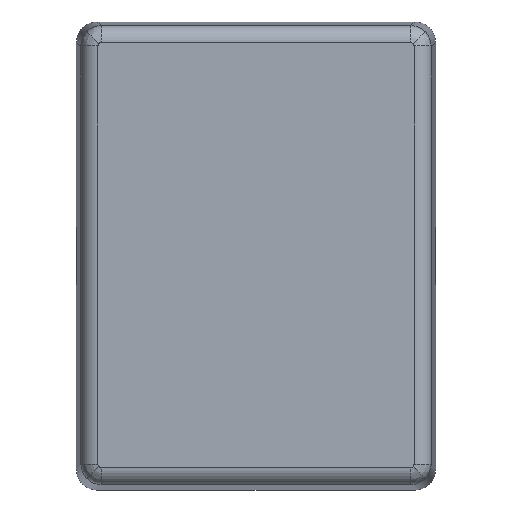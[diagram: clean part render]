
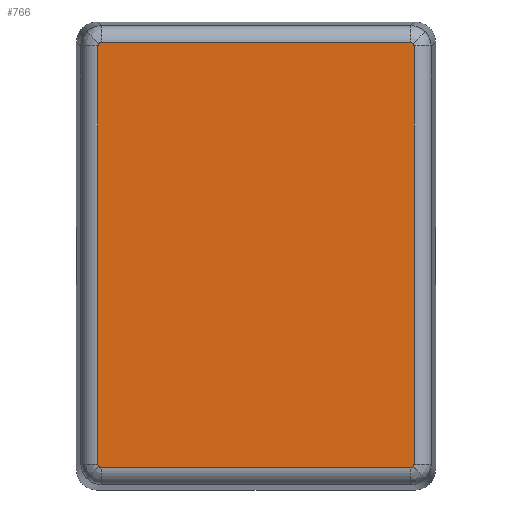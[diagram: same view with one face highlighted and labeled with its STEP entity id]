
A CAD part, top view. The second image highlights one B-rep face of the part: STEP entity #766.
In plain terms, the highlighted planar face has unit normal (0, 0, 1).
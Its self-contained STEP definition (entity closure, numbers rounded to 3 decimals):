
#5 = CARTESIAN_POINT ( 'NONE',  ( 9.288, -12.342, 31. ) ) ;
#6 = CARTESIAN_POINT ( 'NONE',  ( 9.268, -12.392, 31. ) ) ;
#10 = CARTESIAN_POINT ( 'NONE',  ( 9.288, -12.288, 31. ) ) ;
#11 = CARTESIAN_POINT ( 'NONE',  ( 9.23, -12.43, 31. ) ) ;
#44 = CARTESIAN_POINT ( 'NONE',  ( -9.23, -12.43, 31. ) ) ;
#47 = CARTESIAN_POINT ( 'NONE',  ( -9.088, -12.488, 31. ) ) ;
#176 = CARTESIAN_POINT ( 'NONE',  ( -9.192, -12.468, 31. ) ) ;
#177 = CARTESIAN_POINT ( 'NONE',  ( -9.142, -12.488, 31. ) ) ;
#573 = CARTESIAN_POINT ( 'NONE',  ( 9.23, 12.43, 31. ) ) ;
#574 = CARTESIAN_POINT ( 'NONE',  ( 9.142, 12.488, 31. ) ) ;
#583 = CARTESIAN_POINT ( 'NONE',  ( 9.088, 12.488, 31. ) ) ;
#590 = CARTESIAN_POINT ( 'NONE',  ( 9.192, 12.468, 31. ) ) ;
#766 = ADVANCED_FACE ( 'NONE', ( #4542 ), #5788, .F. ) ;
#888 =( BOUNDED_CURVE ( )  B_SPLINE_CURVE ( 3, ( #6173, #6174, #6178, #6179 ),
 .UNSPECIFIED., .F., .F. ) 
 B_SPLINE_CURVE_WITH_KNOTS ( ( 4, 4 ),
 ( 0., 0.785 ),
 .UNSPECIFIED. ) 
 CURVE ( )  GEOMETRIC_REPRESENTATION_ITEM ( )  RATIONAL_B_SPLINE_CURVE ( ( 1., 0.949, 0.949, 1. ) ) 
 REPRESENTATION_ITEM ( '' )  );
#900 =( BOUNDED_CURVE ( )  B_SPLINE_CURVE ( 3, ( #47, #177, #176, #44 ),
 .UNSPECIFIED., .F., .F. ) 
 B_SPLINE_CURVE_WITH_KNOTS ( ( 4, 4 ),
 ( 5.498, 6.283 ),
 .UNSPECIFIED. ) 
 CURVE ( )  GEOMETRIC_REPRESENTATION_ITEM ( )  RATIONAL_B_SPLINE_CURVE ( ( 1., 0.949, 0.949, 1. ) ) 
 REPRESENTATION_ITEM ( '' )  );
#908 =( BOUNDED_CURVE ( )  B_SPLINE_CURVE ( 3, ( #6192, #6193, #6195, #6196 ),
 .UNSPECIFIED., .F., .T. ) 
 B_SPLINE_CURVE_WITH_KNOTS ( ( 4, 4 ),
 ( 0., 0.785 ),
 .UNSPECIFIED. ) 
 CURVE ( )  GEOMETRIC_REPRESENTATION_ITEM ( )  RATIONAL_B_SPLINE_CURVE ( ( 1., 0.949, 0.949, 1. ) ) 
 REPRESENTATION_ITEM ( '' )  );
#919 =( BOUNDED_CURVE ( )  B_SPLINE_CURVE ( 3, ( #6184, #6187, #6189, #6190 ),
 .UNSPECIFIED., .F., .F. ) 
 B_SPLINE_CURVE_WITH_KNOTS ( ( 4, 4 ),
 ( 0., 0.785 ),
 .UNSPECIFIED. ) 
 CURVE ( )  GEOMETRIC_REPRESENTATION_ITEM ( )  RATIONAL_B_SPLINE_CURVE ( ( 1., 0.949, 0.949, 1. ) ) 
 REPRESENTATION_ITEM ( '' )  );
#989 =( BOUNDED_CURVE ( )  B_SPLINE_CURVE ( 3, ( #583, #574, #590, #573 ),
 .UNSPECIFIED., .F., .T. ) 
 B_SPLINE_CURVE_WITH_KNOTS ( ( 4, 4 ),
 ( 5.498, 6.283 ),
 .UNSPECIFIED. ) 
 CURVE ( )  GEOMETRIC_REPRESENTATION_ITEM ( )  RATIONAL_B_SPLINE_CURVE ( ( 1., 0.949, 0.949, 1. ) ) 
 REPRESENTATION_ITEM ( '' )  );
#1006 =( BOUNDED_CURVE ( )  B_SPLINE_CURVE ( 3, ( #10, #5, #6, #11 ),
 .UNSPECIFIED., .F., .T. ) 
 B_SPLINE_CURVE_WITH_KNOTS ( ( 4, 4 ),
 ( 5.498, 6.283 ),
 .UNSPECIFIED. ) 
 CURVE ( )  GEOMETRIC_REPRESENTATION_ITEM ( )  RATIONAL_B_SPLINE_CURVE ( ( 1., 0.949, 0.949, 1. ) ) 
 REPRESENTATION_ITEM ( '' )  );
#1021 =( BOUNDED_CURVE ( )  B_SPLINE_CURVE ( 3, ( #6152, #6146, #6155, #6156 ),
 .UNSPECIFIED., .F., .F. ) 
 B_SPLINE_CURVE_WITH_KNOTS ( ( 4, 4 ),
 ( 0., 0.785 ),
 .UNSPECIFIED. ) 
 CURVE ( )  GEOMETRIC_REPRESENTATION_ITEM ( )  RATIONAL_B_SPLINE_CURVE ( ( 1., 0.949, 0.949, 1. ) ) 
 REPRESENTATION_ITEM ( '' )  );
#1030 =( BOUNDED_CURVE ( )  B_SPLINE_CURVE ( 3, ( #1174, #1184, #1188, #1172 ),
 .UNSPECIFIED., .F., .T. ) 
 B_SPLINE_CURVE_WITH_KNOTS ( ( 4, 4 ),
 ( 5.498, 6.283 ),
 .UNSPECIFIED. ) 
 CURVE ( )  GEOMETRIC_REPRESENTATION_ITEM ( )  RATIONAL_B_SPLINE_CURVE ( ( 1., 0.949, 0.949, 1. ) ) 
 REPRESENTATION_ITEM ( '' )  );
#1172 = CARTESIAN_POINT ( 'NONE',  ( -9.23, 12.43, 31. ) ) ;
#1174 = CARTESIAN_POINT ( 'NONE',  ( -9.288, 12.288, 31. ) ) ;
#1184 = CARTESIAN_POINT ( 'NONE',  ( -9.288, 12.342, 31. ) ) ;
#1188 = CARTESIAN_POINT ( 'NONE',  ( -9.268, 12.392, 31. ) ) ;
#1216 = EDGE_LOOP ( 'NONE', ( #6620, #6618, #6617, #6616, #6614, #6613, #6612, #6611, #6610, #6609, #6608, #6607 ) ) ;
#1877 = AXIS2_PLACEMENT_3D ( 'NONE', #5848, #5817, #5816 ) ;
#4542 = FACE_OUTER_BOUND ( 'NONE', #1216, .T. ) ;
#5518 = EDGE_CURVE ( 'NONE', #8389, #8618, #1030, .T. ) ;
#5570 = EDGE_CURVE ( 'NONE', #8477, #8529, #989, .T. ) ;
#5582 = EDGE_CURVE ( 'NONE', #8567, #8435, #1006, .T. ) ;
#5600 = EDGE_CURVE ( 'NONE', #8674, #8662, #900, .T. ) ;
#5788 = PLANE ( 'NONE',  #1877 ) ;
#5816 = DIRECTION ( 'NONE',  ( -1., 0., 0. ) ) ;
#5817 = DIRECTION ( 'NONE',  ( 0., 0., -1. ) ) ;
#5848 = CARTESIAN_POINT ( 'NONE',  ( 0., 0., 31. ) ) ;
#6121 = CARTESIAN_POINT ( 'NONE',  ( 0., -12.488, 31. ) ) ;
#6138 = DIRECTION ( 'NONE',  ( 1., 0., 0. ) ) ;
#6143 = CARTESIAN_POINT ( 'NONE',  ( 0., 12.488, 31. ) ) ;
#6145 = DIRECTION ( 'NONE',  ( -1., 0., 0. ) ) ;
#6146 = CARTESIAN_POINT ( 'NONE',  ( -9.268, -12.392, 31. ) ) ;
#6147 = CARTESIAN_POINT ( 'NONE',  ( 9.288, 0., 31. ) ) ;
#6152 = CARTESIAN_POINT ( 'NONE',  ( -9.23, -12.43, 31. ) ) ;
#6155 = CARTESIAN_POINT ( 'NONE',  ( -9.288, -12.342, 31. ) ) ;
#6156 = CARTESIAN_POINT ( 'NONE',  ( -9.288, -12.288, 31. ) ) ;
#6158 = DIRECTION ( 'NONE',  ( 0., 1., 0. ) ) ;
#6159 = DIRECTION ( 'NONE',  ( 0., -1., 0. ) ) ;
#6161 = CARTESIAN_POINT ( 'NONE',  ( -9.288, 0., 31. ) ) ;
#6173 = CARTESIAN_POINT ( 'NONE',  ( -9.23, 12.43, 31. ) ) ;
#6174 = CARTESIAN_POINT ( 'NONE',  ( -9.192, 12.468, 31. ) ) ;
#6178 = CARTESIAN_POINT ( 'NONE',  ( -9.142, 12.488, 31. ) ) ;
#6179 = CARTESIAN_POINT ( 'NONE',  ( -9.088, 12.488, 31. ) ) ;
#6184 = CARTESIAN_POINT ( 'NONE',  ( 9.23, -12.43, 31. ) ) ;
#6187 = CARTESIAN_POINT ( 'NONE',  ( 9.192, -12.468, 31. ) ) ;
#6189 = CARTESIAN_POINT ( 'NONE',  ( 9.142, -12.488, 31. ) ) ;
#6190 = CARTESIAN_POINT ( 'NONE',  ( 9.088, -12.488, 31. ) ) ;
#6192 = CARTESIAN_POINT ( 'NONE',  ( 9.23, 12.43, 31. ) ) ;
#6193 = CARTESIAN_POINT ( 'NONE',  ( 9.268, 12.392, 31. ) ) ;
#6195 = CARTESIAN_POINT ( 'NONE',  ( 9.288, 12.342, 31. ) ) ;
#6196 = CARTESIAN_POINT ( 'NONE',  ( 9.288, 12.288, 31. ) ) ;
#6291 = CARTESIAN_POINT ( 'NONE',  ( -9.288, -12.288, 31. ) ) ;
#6340 = CARTESIAN_POINT ( 'NONE',  ( -9.288, 12.288, 31. ) ) ;
#6361 = CARTESIAN_POINT ( 'NONE',  ( 9.23, -12.43, 31. ) ) ;
#6393 = CARTESIAN_POINT ( 'NONE',  ( 9.088, 12.488, 31. ) ) ;
#6435 = CARTESIAN_POINT ( 'NONE',  ( 9.23, 12.43, 31. ) ) ;
#6455 = CARTESIAN_POINT ( 'NONE',  ( 9.288, -12.288, 31. ) ) ;
#6481 = CARTESIAN_POINT ( 'NONE',  ( -9.23, 12.43, 31. ) ) ;
#6491 = CARTESIAN_POINT ( 'NONE',  ( 9.088, -12.488, 31. ) ) ;
#6492 = CARTESIAN_POINT ( 'NONE',  ( 9.288, 12.288, 31. ) ) ;
#6505 = CARTESIAN_POINT ( 'NONE',  ( -9.23, -12.43, 31. ) ) ;
#6509 = CARTESIAN_POINT ( 'NONE',  ( -9.088, 12.488, 31. ) ) ;
#6511 = CARTESIAN_POINT ( 'NONE',  ( -9.088, -12.488, 31. ) ) ;
#6607 = ORIENTED_EDGE ( 'NONE', *, *, #7119, .F. ) ;
#6608 = ORIENTED_EDGE ( 'NONE', *, *, #6948, .T. ) ;
#6609 = ORIENTED_EDGE ( 'NONE', *, *, #5582, .F. ) ;
#6610 = ORIENTED_EDGE ( 'NONE', *, *, #7107, .F. ) ;
#6611 = ORIENTED_EDGE ( 'NONE', *, *, #6763, .T. ) ;
#6612 = ORIENTED_EDGE ( 'NONE', *, *, #5600, .F. ) ;
#6613 = ORIENTED_EDGE ( 'NONE', *, *, #6922, .F. ) ;
#6614 = ORIENTED_EDGE ( 'NONE', *, *, #7037, .T. ) ;
#6616 = ORIENTED_EDGE ( 'NONE', *, *, #5518, .F. ) ;
#6617 = ORIENTED_EDGE ( 'NONE', *, *, #7073, .F. ) ;
#6618 = ORIENTED_EDGE ( 'NONE', *, *, #6895, .T. ) ;
#6620 = ORIENTED_EDGE ( 'NONE', *, *, #5570, .F. ) ;
#6763 = EDGE_CURVE ( 'NONE', #8674, #8637, #8788, .T. ) ;
#6895 = EDGE_CURVE ( 'NONE', #8477, #8670, #8790, .T. ) ;
#6922 = EDGE_CURVE ( 'NONE', #8662, #8280, #1021, .T. ) ;
#6948 = EDGE_CURVE ( 'NONE', #8567, #8639, #8797, .T. ) ;
#7037 = EDGE_CURVE ( 'NONE', #8389, #8280, #8799, .T. ) ;
#7073 = EDGE_CURVE ( 'NONE', #8618, #8670, #888, .T. ) ;
#7107 = EDGE_CURVE ( 'NONE', #8435, #8637, #919, .T. ) ;
#7119 = EDGE_CURVE ( 'NONE', #8529, #8639, #908, .T. ) ;
#8280 = VERTEX_POINT ( 'NONE', #6291 ) ;
#8389 = VERTEX_POINT ( 'NONE', #6340 ) ;
#8435 = VERTEX_POINT ( 'NONE', #6361 ) ;
#8477 = VERTEX_POINT ( 'NONE', #6393 ) ;
#8529 = VERTEX_POINT ( 'NONE', #6435 ) ;
#8567 = VERTEX_POINT ( 'NONE', #6455 ) ;
#8618 = VERTEX_POINT ( 'NONE', #6481 ) ;
#8637 = VERTEX_POINT ( 'NONE', #6491 ) ;
#8639 = VERTEX_POINT ( 'NONE', #6492 ) ;
#8662 = VERTEX_POINT ( 'NONE', #6505 ) ;
#8670 = VERTEX_POINT ( 'NONE', #6509 ) ;
#8674 = VERTEX_POINT ( 'NONE', #6511 ) ;
#8788 = LINE ( 'NONE', #6121, #8791 ) ;
#8790 = LINE ( 'NONE', #6143, #8793 ) ;
#8791 = VECTOR ( 'NONE', #6138, 1000. ) ;
#8793 = VECTOR ( 'NONE', #6145, 1000. ) ;
#8797 = LINE ( 'NONE', #6147, #8800 ) ;
#8799 = LINE ( 'NONE', #6161, #8802 ) ;
#8800 = VECTOR ( 'NONE', #6158, 1000. ) ;
#8802 = VECTOR ( 'NONE', #6159, 1000. ) ;
